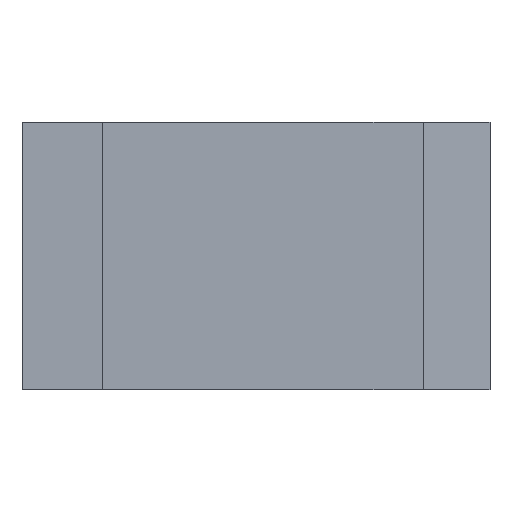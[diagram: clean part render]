
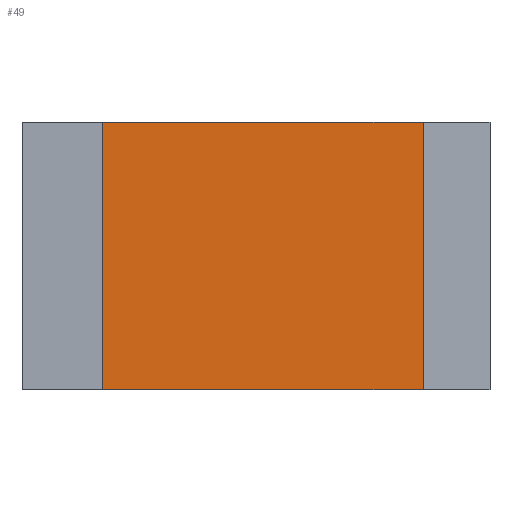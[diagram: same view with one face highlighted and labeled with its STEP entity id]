
A CAD part, left-side view. The second image highlights one B-rep face of the part: STEP entity #49.
In plain terms, the highlighted planar face has unit normal (-1, 0, 0).
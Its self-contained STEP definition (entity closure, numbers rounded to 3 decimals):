
#49 = ADVANCED_FACE( '', ( #106 ), #107, .F. );
#106 = FACE_OUTER_BOUND( '', #167, .T. );
#107 = PLANE( '', #168 );
#167 = EDGE_LOOP( '', ( #256, #257, #258, #259 ) );
#168 = AXIS2_PLACEMENT_3D( '', #260, #261, #262 );
#256 = ORIENTED_EDGE( '', *, *, #342, .T. );
#257 = ORIENTED_EDGE( '', *, *, #367, .F. );
#258 = ORIENTED_EDGE( '', *, *, #350, .F. );
#259 = ORIENTED_EDGE( '', *, *, #368, .T. );
#260 = CARTESIAN_POINT( '', ( -15., 29., 20. ) );
#261 = DIRECTION( '', ( 1., 0., 0. ) );
#262 = DIRECTION( '', ( 0., 0., -1. ) );
#342 = EDGE_CURVE( '', #402, #400, #403, .T. );
#350 = EDGE_CURVE( '', #415, #417, #418, .T. );
#367 = EDGE_CURVE( '', #417, #400, #443, .T. );
#368 = EDGE_CURVE( '', #415, #402, #444, .T. );
#400 = VERTEX_POINT( '', #483 );
#402 = VERTEX_POINT( '', #486 );
#403 = LINE( '', #487, #488 );
#415 = VERTEX_POINT( '', #504 );
#417 = VERTEX_POINT( '', #507 );
#418 = LINE( '', #508, #509 );
#443 = LINE( '', #543, #544 );
#444 = LINE( '', #545, #546 );
#483 = CARTESIAN_POINT( '', ( -15., 5., 0. ) );
#486 = CARTESIAN_POINT( '', ( -15., 29., 0. ) );
#487 = CARTESIAN_POINT( '', ( -15., 29., 0. ) );
#488 = VECTOR( '', #578, 1000. );
#504 = CARTESIAN_POINT( '', ( -15., 29., 20. ) );
#507 = CARTESIAN_POINT( '', ( -15., 5., 20. ) );
#508 = CARTESIAN_POINT( '', ( -15., 29., 20. ) );
#509 = VECTOR( '', #587, 1000. );
#543 = CARTESIAN_POINT( '', ( -15., 5., 20. ) );
#544 = VECTOR( '', #606, 1000. );
#545 = CARTESIAN_POINT( '', ( -15., 29., 20. ) );
#546 = VECTOR( '', #607, 1000. );
#578 = DIRECTION( '', ( 0., -1., 0. ) );
#587 = DIRECTION( '', ( 0., -1., 0. ) );
#606 = DIRECTION( '', ( 0., 0., -1. ) );
#607 = DIRECTION( '', ( 0., 0., -1. ) );
